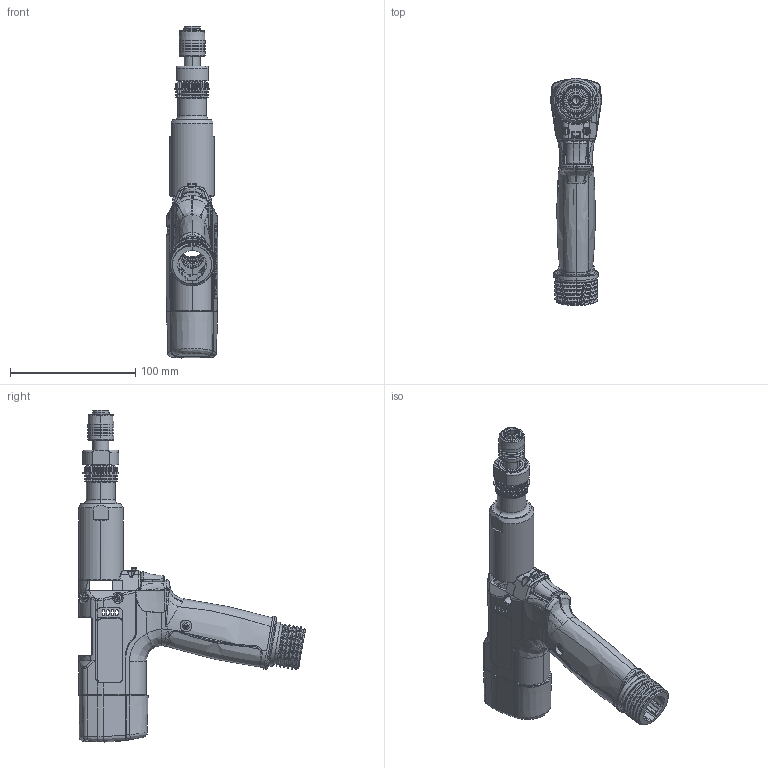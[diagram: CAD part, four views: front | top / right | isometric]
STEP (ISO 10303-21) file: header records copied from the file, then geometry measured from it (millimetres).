
FILE_DESCRIPTION((''),'2;1');
FILE_NAME('SHRINKWRAP_SW0001','2017-07-25T',('KMO1124'),(''),'PRO/ENGINEER BY PARAMETRIC TECHNOLOGY CORPORATION, 2010430','PRO/ENGINEER BY PARAMETRIC TECHNOLOGY CORPORATION, 2010430','');
FILE_SCHEMA(('CONFIG_CONTROL_DESIGN'));
Products named in the file (1): SHRINKWRAP_SW0001
Bounding box: 41.02 x 180.9 x 264.59 mm (x, y, z)
Surface area: 119142.2 mm2 (no closed solid volume)
Topology: 0 solids, 49 shells, 2590 faces, 8897 edges, 6014 vertices
Faces by surface type: plane 1026, cylinder 729, bspline 517, cone 154, torus 93, sphere 46, extrusion 25
Entity records: 136551 total; most frequent: CARTESIAN_POINT 68072, ORIENTED_EDGE 15103, DIRECTION 11533, EDGE_CURVE 8886, VERTEX_POINT 6014, VECTOR 4063, LINE 4038, AXIS2_PLACEMENT_3D 3735
